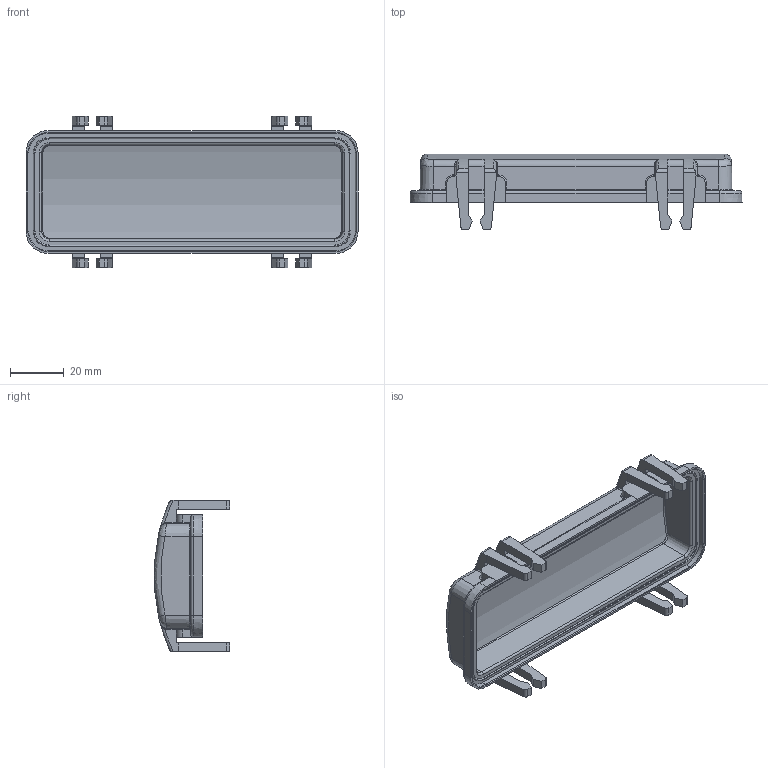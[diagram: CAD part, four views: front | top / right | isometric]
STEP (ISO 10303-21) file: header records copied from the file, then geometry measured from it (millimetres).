
FILE_DESCRIPTION(/* description */ (''),/* implementation_level */ '2;1');
FILE_NAME(/* name */ 'H24B-CV-4C.stp',/* time_stamp */ '2023-11-13T09:47:41+08:00',/* author */ (''),/* organization */ (''),/* preprocessor_version */ 'ST-DEVELOPER v16',/* originating_system */ 'SIEMENS PLM Software NX 10.0',/* authorisation */ '');
FILE_SCHEMA (('AUTOMOTIVE_DESIGN { 1 0 10303 214 3 1 1 1 }'));
Length unit declared in the file: millimetre
Products named in the file (1): Admi17FC6373tx84
Bounding box: 123 x 27.82 x 56 mm (x, y, z)
Volume: 22893.4 mm3; surface area: 22925 mm2
Topology: 1 solids, 1 shells, 349 faces, 912 edges, 560 vertices
Faces by surface type: plane 147, cylinder 122, torus 38, bspline 32, cone 10
Entity records: 11644 total; most frequent: CARTESIAN_POINT 3066, DIRECTION 1824, ORIENTED_EDGE 1808, EDGE_CURVE 904, AXIS2_PLACEMENT_3D 654, VERTEX_POINT 560, LINE 516, VECTOR 516
